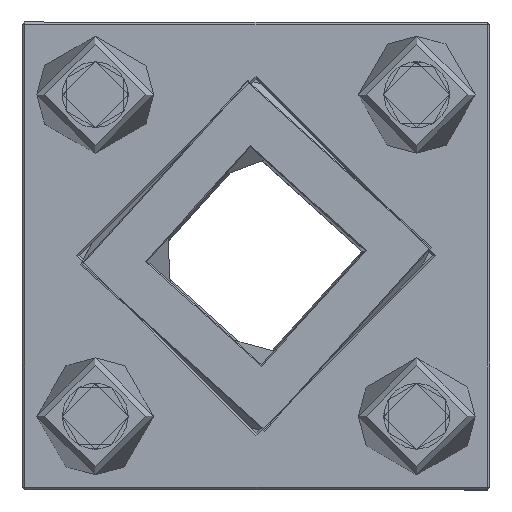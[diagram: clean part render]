
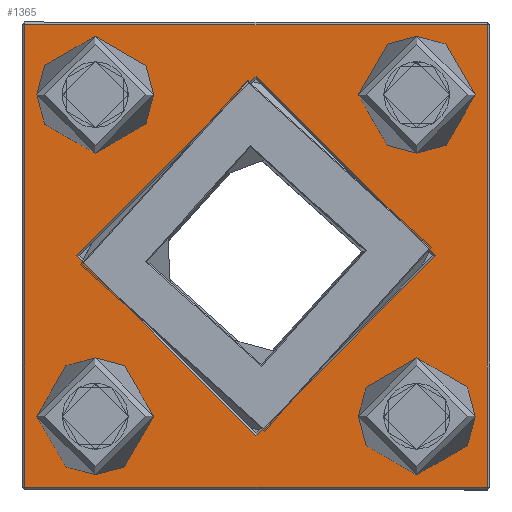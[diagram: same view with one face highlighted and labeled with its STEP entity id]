
A CAD part, top view. The second image highlights one B-rep face of the part: STEP entity #1365.
In plain terms, the highlighted face is planar.
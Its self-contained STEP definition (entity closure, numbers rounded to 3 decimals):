
#1365 = ADVANCED_FACE('',(#1366,#1377,#1411,#1422,#1433,#1444),#1455,.T.
  );
#1366 = FACE_BOUND('',#1367,.T.);
#1367 = EDGE_LOOP('',(#1368));
#1368 = ORIENTED_EDGE('',*,*,#1369,.T.);
#1369 = EDGE_CURVE('',#1370,#1370,#1372,.T.);
#1370 = VERTEX_POINT('',#1371);
#1371 = CARTESIAN_POINT('',(-69.,0.,0.));
#1372 = CIRCLE('',#1373,69.);
#1373 = AXIS2_PLACEMENT_3D('',#1374,#1375,#1376);
#1374 = CARTESIAN_POINT('',(0.,0.,0.));
#1375 = DIRECTION('',(0.,0.,1.));
#1376 = DIRECTION('',(-1.,0.,0.));
#1377 = FACE_BOUND('',#1378,.T.);
#1378 = EDGE_LOOP('',(#1379,#1389,#1397,#1405));
#1379 = ORIENTED_EDGE('',*,*,#1380,.T.);
#1380 = EDGE_CURVE('',#1381,#1383,#1385,.T.);
#1381 = VERTEX_POINT('',#1382);
#1382 = CARTESIAN_POINT('',(89.,-89.,0.));
#1383 = VERTEX_POINT('',#1384);
#1384 = CARTESIAN_POINT('',(-89.,-89.,0.));
#1385 = LINE('',#1386,#1387);
#1386 = CARTESIAN_POINT('',(0.,-89.,0.));
#1387 = VECTOR('',#1388,1.);
#1388 = DIRECTION('',(-1.,0.,0.));
#1389 = ORIENTED_EDGE('',*,*,#1390,.T.);
#1390 = EDGE_CURVE('',#1383,#1391,#1393,.T.);
#1391 = VERTEX_POINT('',#1392);
#1392 = CARTESIAN_POINT('',(-89.,89.,0.));
#1393 = LINE('',#1394,#1395);
#1394 = CARTESIAN_POINT('',(-89.,0.,0.));
#1395 = VECTOR('',#1396,1.);
#1396 = DIRECTION('',(0.,1.,0.));
#1397 = ORIENTED_EDGE('',*,*,#1398,.T.);
#1398 = EDGE_CURVE('',#1391,#1399,#1401,.T.);
#1399 = VERTEX_POINT('',#1400);
#1400 = CARTESIAN_POINT('',(89.,89.,0.));
#1401 = LINE('',#1402,#1403);
#1402 = CARTESIAN_POINT('',(0.,89.,0.));
#1403 = VECTOR('',#1404,1.);
#1404 = DIRECTION('',(1.,0.,0.));
#1405 = ORIENTED_EDGE('',*,*,#1406,.T.);
#1406 = EDGE_CURVE('',#1399,#1381,#1407,.T.);
#1407 = LINE('',#1408,#1409);
#1408 = CARTESIAN_POINT('',(89.,0.,0.));
#1409 = VECTOR('',#1410,1.);
#1410 = DIRECTION('',(0.,-1.,0.));
#1411 = FACE_BOUND('',#1412,.T.);
#1412 = EDGE_LOOP('',(#1413));
#1413 = ORIENTED_EDGE('',*,*,#1414,.T.);
#1414 = EDGE_CURVE('',#1415,#1415,#1417,.T.);
#1415 = VERTEX_POINT('',#1416);
#1416 = CARTESIAN_POINT('',(-77.872,-61.872,0.));
#1417 = CIRCLE('',#1418,16.);
#1418 = AXIS2_PLACEMENT_3D('',#1419,#1420,#1421);
#1419 = CARTESIAN_POINT('',(-61.872,-61.872,0.));
#1420 = DIRECTION('',(0.,0.,1.));
#1421 = DIRECTION('',(-1.,0.,0.));
#1422 = FACE_BOUND('',#1423,.T.);
#1423 = EDGE_LOOP('',(#1424));
#1424 = ORIENTED_EDGE('',*,*,#1425,.T.);
#1425 = EDGE_CURVE('',#1426,#1426,#1428,.T.);
#1426 = VERTEX_POINT('',#1427);
#1427 = CARTESIAN_POINT('',(-77.872,61.872,0.));
#1428 = CIRCLE('',#1429,16.);
#1429 = AXIS2_PLACEMENT_3D('',#1430,#1431,#1432);
#1430 = CARTESIAN_POINT('',(-61.872,61.872,0.));
#1431 = DIRECTION('',(0.,0.,1.));
#1432 = DIRECTION('',(-1.,0.,0.));
#1433 = FACE_BOUND('',#1434,.T.);
#1434 = EDGE_LOOP('',(#1435));
#1435 = ORIENTED_EDGE('',*,*,#1436,.T.);
#1436 = EDGE_CURVE('',#1437,#1437,#1439,.T.);
#1437 = VERTEX_POINT('',#1438);
#1438 = CARTESIAN_POINT('',(45.872,61.872,0.));
#1439 = CIRCLE('',#1440,16.);
#1440 = AXIS2_PLACEMENT_3D('',#1441,#1442,#1443);
#1441 = CARTESIAN_POINT('',(61.872,61.872,0.));
#1442 = DIRECTION('',(0.,0.,1.));
#1443 = DIRECTION('',(-1.,0.,0.));
#1444 = FACE_BOUND('',#1445,.T.);
#1445 = EDGE_LOOP('',(#1446));
#1446 = ORIENTED_EDGE('',*,*,#1447,.T.);
#1447 = EDGE_CURVE('',#1448,#1448,#1450,.T.);
#1448 = VERTEX_POINT('',#1449);
#1449 = CARTESIAN_POINT('',(45.872,-61.872,0.));
#1450 = CIRCLE('',#1451,16.);
#1451 = AXIS2_PLACEMENT_3D('',#1452,#1453,#1454);
#1452 = CARTESIAN_POINT('',(61.872,-61.872,0.));
#1453 = DIRECTION('',(0.,0.,1.));
#1454 = DIRECTION('',(-1.,0.,0.));
#1455 = PLANE('',#1456);
#1456 = AXIS2_PLACEMENT_3D('',#1457,#1458,#1459);
#1457 = CARTESIAN_POINT('',(0.,0.,0.));
#1458 = DIRECTION('',(0.,0.,-1.));
#1459 = DIRECTION('',(-1.,0.,0.));
